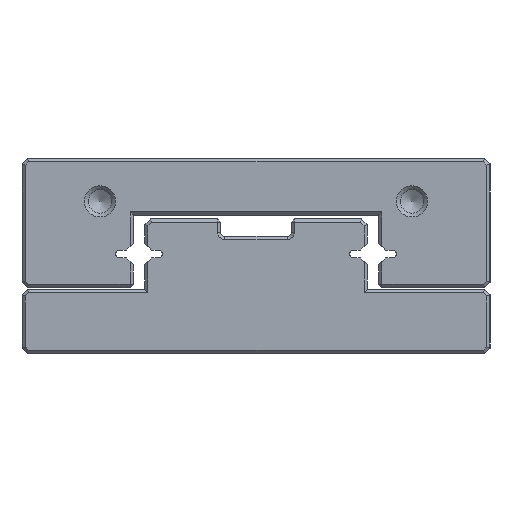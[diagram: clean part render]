
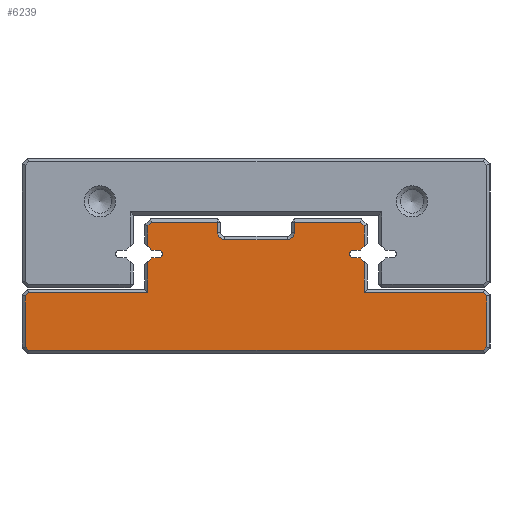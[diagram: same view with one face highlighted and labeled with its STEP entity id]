
A CAD part, left-side view. The second image highlights one B-rep face of the part: STEP entity #6239.
In plain terms, the highlighted planar face has unit normal (-1, 0, 0).
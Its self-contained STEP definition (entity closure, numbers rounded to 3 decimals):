
#5821=CIRCLE('',#28337,0.5);
#5827=CIRCLE('',#28357,0.5);
#5835=CIRCLE('',#28371,0.9);
#5836=CIRCLE('',#28372,0.9);
#6239=ADVANCED_FACE('',(#8670),#7687,.T.);
#7687=PLANE('',#28373);
#8670=FACE_OUTER_BOUND('',#9762,.T.);
#9762=EDGE_LOOP('',(#11885,#11886,#11887,#11888,#11889,#11890,#11891,#11892,
#11893,#11894,#11895,#11896,#11897,#11898,#11899,#11900,#11901,#11902,#11903,
#11904,#11905,#11906,#11907,#11908,#11909,#11910,#11911,#11912,#11913,#11914,
#11915,#11916));
#11885=ORIENTED_EDGE('',*,*,#20416,.F.);
#11886=ORIENTED_EDGE('',*,*,#20464,.T.);
#11887=ORIENTED_EDGE('',*,*,#20465,.T.);
#11888=ORIENTED_EDGE('',*,*,#20466,.T.);
#11889=ORIENTED_EDGE('',*,*,#20467,.T.);
#11890=ORIENTED_EDGE('',*,*,#20468,.T.);
#11891=ORIENTED_EDGE('',*,*,#20469,.T.);
#11892=ORIENTED_EDGE('',*,*,#20470,.T.);
#11893=ORIENTED_EDGE('',*,*,#20471,.T.);
#11894=ORIENTED_EDGE('',*,*,#20472,.T.);
#11895=ORIENTED_EDGE('',*,*,#20473,.T.);
#11896=ORIENTED_EDGE('',*,*,#20474,.T.);
#11897=ORIENTED_EDGE('',*,*,#20380,.F.);
#11898=ORIENTED_EDGE('',*,*,#20374,.F.);
#11899=ORIENTED_EDGE('',*,*,#20371,.F.);
#11900=ORIENTED_EDGE('',*,*,#20368,.F.);
#11901=ORIENTED_EDGE('',*,*,#20366,.F.);
#11902=ORIENTED_EDGE('',*,*,#20475,.T.);
#11903=ORIENTED_EDGE('',*,*,#20476,.T.);
#11904=ORIENTED_EDGE('',*,*,#20477,.T.);
#11905=ORIENTED_EDGE('',*,*,#20478,.T.);
#11906=ORIENTED_EDGE('',*,*,#20479,.T.);
#11907=ORIENTED_EDGE('',*,*,#20480,.T.);
#11908=ORIENTED_EDGE('',*,*,#20481,.T.);
#11909=ORIENTED_EDGE('',*,*,#20482,.T.);
#11910=ORIENTED_EDGE('',*,*,#20483,.T.);
#11911=ORIENTED_EDGE('',*,*,#20484,.T.);
#11912=ORIENTED_EDGE('',*,*,#20485,.T.);
#11913=ORIENTED_EDGE('',*,*,#20430,.F.);
#11914=ORIENTED_EDGE('',*,*,#20424,.F.);
#11915=ORIENTED_EDGE('',*,*,#20421,.F.);
#11916=ORIENTED_EDGE('',*,*,#20418,.F.);
#18127=VERTEX_POINT('',#35905);
#18128=VERTEX_POINT('',#35907);
#18129=VERTEX_POINT('',#35911);
#18131=VERTEX_POINT('',#35917);
#18133=VERTEX_POINT('',#35923);
#18138=VERTEX_POINT('',#35935);
#18167=VERTEX_POINT('',#36009);
#18168=VERTEX_POINT('',#36011);
#18169=VERTEX_POINT('',#36015);
#18171=VERTEX_POINT('',#36021);
#18173=VERTEX_POINT('',#36027);
#18178=VERTEX_POINT('',#36039);
#18207=VERTEX_POINT('',#36106);
#18208=VERTEX_POINT('',#36108);
#18209=VERTEX_POINT('',#36110);
#18210=VERTEX_POINT('',#36112);
#18211=VERTEX_POINT('',#36114);
#18212=VERTEX_POINT('',#36116);
#18213=VERTEX_POINT('',#36118);
#18214=VERTEX_POINT('',#36120);
#18215=VERTEX_POINT('',#36122);
#18216=VERTEX_POINT('',#36124);
#18217=VERTEX_POINT('',#36127);
#18218=VERTEX_POINT('',#36129);
#18219=VERTEX_POINT('',#36131);
#18220=VERTEX_POINT('',#36133);
#18221=VERTEX_POINT('',#36135);
#18222=VERTEX_POINT('',#36137);
#18223=VERTEX_POINT('',#36139);
#18224=VERTEX_POINT('',#36141);
#18225=VERTEX_POINT('',#36143);
#18226=VERTEX_POINT('',#36145);
#20366=EDGE_CURVE('',#18127,#18128,#23517,.T.);
#20368=EDGE_CURVE('',#18128,#18129,#23519,.T.);
#20371=EDGE_CURVE('',#18129,#18131,#5821,.T.);
#20374=EDGE_CURVE('',#18131,#18133,#23523,.T.);
#20380=EDGE_CURVE('',#18133,#18138,#23529,.T.);
#20416=EDGE_CURVE('',#18167,#18168,#23561,.T.);
#20418=EDGE_CURVE('',#18168,#18169,#23563,.T.);
#20421=EDGE_CURVE('',#18169,#18171,#5827,.T.);
#20424=EDGE_CURVE('',#18171,#18173,#23567,.T.);
#20430=EDGE_CURVE('',#18173,#18178,#23573,.T.);
#20464=EDGE_CURVE('',#18167,#18207,#23601,.T.);
#20465=EDGE_CURVE('',#18207,#18208,#23602,.T.);
#20466=EDGE_CURVE('',#18208,#18209,#23603,.T.);
#20467=EDGE_CURVE('',#18209,#18210,#23604,.T.);
#20468=EDGE_CURVE('',#18210,#18211,#5835,.T.);
#20469=EDGE_CURVE('',#18211,#18212,#23605,.T.);
#20470=EDGE_CURVE('',#18212,#18213,#5836,.T.);
#20471=EDGE_CURVE('',#18213,#18214,#23606,.T.);
#20472=EDGE_CURVE('',#18214,#18215,#23607,.T.);
#20473=EDGE_CURVE('',#18215,#18216,#23608,.T.);
#20474=EDGE_CURVE('',#18216,#18138,#23609,.T.);
#20475=EDGE_CURVE('',#18127,#18217,#23610,.T.);
#20476=EDGE_CURVE('',#18217,#18218,#23611,.T.);
#20477=EDGE_CURVE('',#18218,#18219,#23612,.T.);
#20478=EDGE_CURVE('',#18219,#18220,#23613,.T.);
#20479=EDGE_CURVE('',#18220,#18221,#23614,.T.);
#20480=EDGE_CURVE('',#18221,#18222,#23615,.T.);
#20481=EDGE_CURVE('',#18222,#18223,#23616,.T.);
#20482=EDGE_CURVE('',#18223,#18224,#23617,.T.);
#20483=EDGE_CURVE('',#18224,#18225,#23618,.T.);
#20484=EDGE_CURVE('',#18225,#18226,#23619,.T.);
#20485=EDGE_CURVE('',#18226,#18178,#23620,.T.);
#23517=LINE('',#35906,#25917);
#23519=LINE('',#35910,#25919);
#23523=LINE('',#35922,#25923);
#23529=LINE('',#35934,#25929);
#23561=LINE('',#36010,#25961);
#23563=LINE('',#36014,#25963);
#23567=LINE('',#36026,#25967);
#23573=LINE('',#36038,#25973);
#23601=LINE('',#36105,#26001);
#23602=LINE('',#36107,#26002);
#23603=LINE('',#36109,#26003);
#23604=LINE('',#36111,#26004);
#23605=LINE('',#36115,#26005);
#23606=LINE('',#36119,#26006);
#23607=LINE('',#36121,#26007);
#23608=LINE('',#36123,#26008);
#23609=LINE('',#36125,#26009);
#23610=LINE('',#36126,#26010);
#23611=LINE('',#36128,#26011);
#23612=LINE('',#36130,#26012);
#23613=LINE('',#36132,#26013);
#23614=LINE('',#36134,#26014);
#23615=LINE('',#36136,#26015);
#23616=LINE('',#36138,#26016);
#23617=LINE('',#36140,#26017);
#23618=LINE('',#36142,#26018);
#23619=LINE('',#36144,#26019);
#23620=LINE('',#36146,#26020);
#25917=VECTOR('',#30095,1.);
#25919=VECTOR('',#30099,1.);
#25923=VECTOR('',#30111,1.);
#25929=VECTOR('',#30119,1.);
#25961=VECTOR('',#30179,1.);
#25963=VECTOR('',#30183,1.);
#25967=VECTOR('',#30195,1.);
#25973=VECTOR('',#30203,1.);
#26001=VECTOR('',#30251,1.);
#26002=VECTOR('',#30252,1.);
#26003=VECTOR('',#30253,1.);
#26004=VECTOR('',#30254,1.);
#26005=VECTOR('',#30257,1.);
#26006=VECTOR('',#30260,1.);
#26007=VECTOR('',#30261,1.);
#26008=VECTOR('',#30262,1.);
#26009=VECTOR('',#30263,1.);
#26010=VECTOR('',#30264,1.);
#26011=VECTOR('',#30265,1.);
#26012=VECTOR('',#30266,1.);
#26013=VECTOR('',#30267,1.);
#26014=VECTOR('',#30268,1.);
#26015=VECTOR('',#30269,1.);
#26016=VECTOR('',#30270,1.);
#26017=VECTOR('',#30271,1.);
#26018=VECTOR('',#30272,1.);
#26019=VECTOR('',#30273,1.);
#26020=VECTOR('',#30274,1.);
#28337=AXIS2_PLACEMENT_3D('',#35916,#30104,#30105);
#28357=AXIS2_PLACEMENT_3D('',#36020,#30188,#30189);
#28371=AXIS2_PLACEMENT_3D('',#36113,#30255,#30256);
#28372=AXIS2_PLACEMENT_3D('',#36117,#30258,#30259);
#28373=AXIS2_PLACEMENT_3D('',#36147,#30275,#30276);
#30095=DIRECTION('',(0.,-0.707,0.707));
#30099=DIRECTION('',(0.,-1.,0.));
#30104=DIRECTION('',(-1.,0.,0.));
#30105=DIRECTION('',(0.,1.,0.));
#30111=DIRECTION('',(0.,1.,0.));
#30119=DIRECTION('',(0.,0.707,0.707));
#30179=DIRECTION('',(0.,0.707,-0.707));
#30183=DIRECTION('',(0.,1.,0.));
#30188=DIRECTION('',(-1.,0.,0.));
#30189=DIRECTION('',(0.,1.,0.));
#30195=DIRECTION('',(0.,-1.,0.));
#30203=DIRECTION('',(0.,-0.707,-0.707));
#30251=DIRECTION('',(0.,0.,1.));
#30252=DIRECTION('',(0.,0.707,0.707));
#30253=DIRECTION('',(0.,1.,0.));
#30254=DIRECTION('',(0.,0.,-1.));
#30255=DIRECTION('',(1.,0.,0.));
#30256=DIRECTION('',(0.,0.,1.));
#30257=DIRECTION('',(0.,1.,0.));
#30258=DIRECTION('',(1.,0.,0.));
#30259=DIRECTION('',(0.,0.,1.));
#30260=DIRECTION('',(0.,0.,1.));
#30261=DIRECTION('',(0.,1.,0.));
#30262=DIRECTION('',(0.,0.707,-0.707));
#30263=DIRECTION('',(0.,0.,-1.));
#30264=DIRECTION('',(0.,0.,-1.));
#30265=DIRECTION('',(0.,1.,0.));
#30266=DIRECTION('',(0.,0.707,-0.707));
#30267=DIRECTION('',(0.,0.,-1.));
#30268=DIRECTION('',(0.,-0.707,-0.707));
#30269=DIRECTION('',(0.,-1.,0.));
#30270=DIRECTION('',(0.,-0.707,0.707));
#30271=DIRECTION('',(0.,0.,1.));
#30272=DIRECTION('',(0.,0.707,0.707));
#30273=DIRECTION('',(0.,1.,0.));
#30274=DIRECTION('',(0.,0.,1.));
#30275=DIRECTION('',(-1.,0.,0.));
#30276=DIRECTION('',(0.,0.,-1.));
#35905=CARTESIAN_POINT('',(80.,43.85,11.779));
#35906=CARTESIAN_POINT('',(80.,44.25,11.379));
#35907=CARTESIAN_POINT('',(80.,43.379,12.25));
#35910=CARTESIAN_POINT('',(80.,43.379,12.25));
#35911=CARTESIAN_POINT('',(80.,42.5,12.25));
#35916=CARTESIAN_POINT('',(80.,42.5,12.75));
#35917=CARTESIAN_POINT('',(80.,42.5,13.25));
#35922=CARTESIAN_POINT('',(80.,42.5,13.25));
#35923=CARTESIAN_POINT('',(80.,43.379,13.25));
#35934=CARTESIAN_POINT('',(80.,43.379,13.25));
#35935=CARTESIAN_POINT('',(80.,43.85,13.721));
#36009=CARTESIAN_POINT('',(80.,16.15,13.721));
#36010=CARTESIAN_POINT('',(80.,15.75,14.121));
#36011=CARTESIAN_POINT('',(80.,16.621,13.25));
#36014=CARTESIAN_POINT('',(80.,16.621,13.25));
#36015=CARTESIAN_POINT('',(80.,17.5,13.25));
#36020=CARTESIAN_POINT('',(80.,17.5,12.75));
#36021=CARTESIAN_POINT('',(80.,17.5,12.25));
#36026=CARTESIAN_POINT('',(80.,17.5,12.25));
#36027=CARTESIAN_POINT('',(80.,16.621,12.25));
#36038=CARTESIAN_POINT('',(80.,16.621,12.25));
#36039=CARTESIAN_POINT('',(80.,16.15,11.779));
#36105=CARTESIAN_POINT('',(80.,16.15,16.55));
#36106=CARTESIAN_POINT('',(80.,16.15,16.384));
#36107=CARTESIAN_POINT('',(80.,27.508,27.742));
#36108=CARTESIAN_POINT('',(80.,16.616,16.85));
#36109=CARTESIAN_POINT('',(80.,25.5,16.85));
#36110=CARTESIAN_POINT('',(80.,25.1,16.85));
#36111=CARTESIAN_POINT('',(80.,25.1,15.5));
#36112=CARTESIAN_POINT('',(80.,25.1,15.5));
#36113=CARTESIAN_POINT('',(80.,26.,15.5));
#36114=CARTESIAN_POINT('',(80.,26.,14.6));
#36115=CARTESIAN_POINT('',(80.,34.,14.6));
#36116=CARTESIAN_POINT('',(80.,34.,14.6));
#36117=CARTESIAN_POINT('',(80.,34.,15.5));
#36118=CARTESIAN_POINT('',(80.,34.9,15.5));
#36119=CARTESIAN_POINT('',(80.,34.9,17.25));
#36120=CARTESIAN_POINT('',(80.,34.9,16.85));
#36121=CARTESIAN_POINT('',(80.,43.55,16.85));
#36122=CARTESIAN_POINT('',(80.,43.384,16.85));
#36123=CARTESIAN_POINT('',(80.,44.992,15.242));
#36124=CARTESIAN_POINT('',(80.,43.85,16.384));
#36125=CARTESIAN_POINT('',(80.,43.85,14.121));
#36126=CARTESIAN_POINT('',(80.,43.85,8.25));
#36127=CARTESIAN_POINT('',(80.,43.85,7.85));
#36128=CARTESIAN_POINT('',(80.,59.3,7.85));
#36129=CARTESIAN_POINT('',(80.,59.134,7.85));
#36130=CARTESIAN_POINT('',(80.,48.367,18.617));
#36131=CARTESIAN_POINT('',(80.,59.6,7.384));
#36132=CARTESIAN_POINT('',(80.,59.6,0.7));
#36133=CARTESIAN_POINT('',(80.,59.6,0.866));
#36134=CARTESIAN_POINT('',(80.,56.992,-1.742));
#36135=CARTESIAN_POINT('',(80.,59.134,0.4));
#36136=CARTESIAN_POINT('',(80.,0.7,0.4));
#36137=CARTESIAN_POINT('',(80.,0.866,0.4));
#36138=CARTESIAN_POINT('',(80.,15.508,-14.242));
#36139=CARTESIAN_POINT('',(80.,0.4,0.866));
#36140=CARTESIAN_POINT('',(80.,0.4,7.55));
#36141=CARTESIAN_POINT('',(80.,0.4,7.384));
#36142=CARTESIAN_POINT('',(80.,24.133,31.117));
#36143=CARTESIAN_POINT('',(80.,0.866,7.85));
#36144=CARTESIAN_POINT('',(80.,15.75,7.85));
#36145=CARTESIAN_POINT('',(80.,16.15,7.85));
#36146=CARTESIAN_POINT('',(80.,16.15,11.379));
#36147=CARTESIAN_POINT('',(80.,42.5,12.75));
